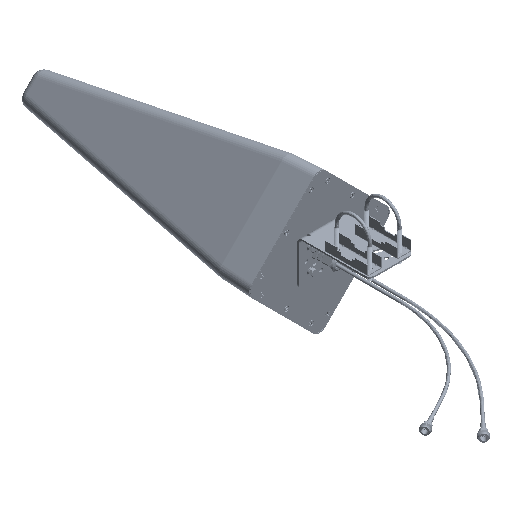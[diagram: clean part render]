
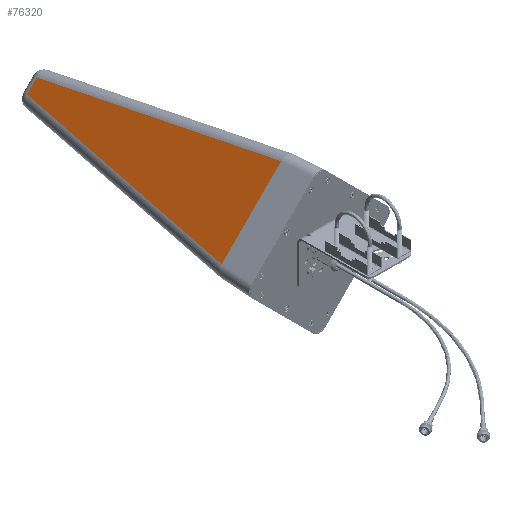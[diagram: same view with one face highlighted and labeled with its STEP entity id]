
A CAD part, isometric view. The second image highlights one B-rep face of the part: STEP entity #76320.
In plain terms, the highlighted face is planar.
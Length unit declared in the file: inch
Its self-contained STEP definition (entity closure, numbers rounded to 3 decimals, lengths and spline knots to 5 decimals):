
#1061 = CARTESIAN_POINT ( 'NONE',  ( 3.44079, 2.19381, -2.85625 ) ) ;
#1515 = CARTESIAN_POINT ( 'NONE',  ( 1.05703, 18.78477, -0.47249 ) ) ;
#2888 = LINE ( 'NONE', #48487, #75247 ) ;
#6089 = EDGE_CURVE ( 'NONE', #61493, #16131, #16676, .T. ) ;
#10003 = ORIENTED_EDGE ( 'NONE', *, *, #64304, .T. ) ;
#11490 = VECTOR ( 'NONE', #81993, 39.37008 ) ;
#16131 = VERTEX_POINT ( 'NONE', #1061 ) ;
#16676 = LINE ( 'NONE', #32773, #34952 ) ;
#22721 = EDGE_CURVE ( 'NONE', #67303, #16131, #2888, .T. ) ;
#24161 = DIRECTION ( 'NONE',  ( 0., 0., -1. ) ) ;
#24405 = PLANE ( 'NONE',  #67962 ) ;
#24763 = CARTESIAN_POINT ( 'NONE',  ( 1.05703, 18.78477, 0.47249 ) ) ;
#32773 = CARTESIAN_POINT ( 'NONE',  ( -2.64106, 44.52351, 3.22561 ) ) ;
#33373 = EDGE_CURVE ( 'NONE', #71429, #67303, #49195, .T. ) ;
#34886 = ORIENTED_EDGE ( 'NONE', *, *, #33373, .T. ) ;
#34952 = VECTOR ( 'NONE', #44749, 39.37008 ) ;
#44749 = DIRECTION ( 'NONE',  ( 0.141, -0.98, -0.141 ) ) ;
#47929 = CARTESIAN_POINT ( 'NONE',  ( 1.05703, 18.78477, 0.47249 ) ) ;
#48487 = CARTESIAN_POINT ( 'NONE',  ( 3.44079, 2.19381, 0. ) ) ;
#49195 = LINE ( 'NONE', #24763, #56469 ) ;
#50401 = DIRECTION ( 'NONE',  ( 0.99, 0.142, 0. ) ) ;
#50426 = LINE ( 'NONE', #68419, #11490 ) ;
#54635 = ORIENTED_EDGE ( 'NONE', *, *, #22721, .T. ) ;
#56469 = VECTOR ( 'NONE', #70406, 39.37008 ) ;
#57288 = ORIENTED_EDGE ( 'NONE', *, *, #6089, .F. ) ;
#60925 = CARTESIAN_POINT ( 'NONE',  ( 3.44079, 2.19381, 2.85625 ) ) ;
#61493 = VERTEX_POINT ( 'NONE', #1515 ) ;
#64304 = EDGE_CURVE ( 'NONE', #61493, #71429, #50426, .T. ) ;
#67303 = VERTEX_POINT ( 'NONE', #60925 ) ;
#67962 = AXIS2_PLACEMENT_3D ( 'NONE', #70460, #50401, #70883 ) ;
#68419 = CARTESIAN_POINT ( 'NONE',  ( 1.05703, 18.78477, 0. ) ) ;
#70406 = DIRECTION ( 'NONE',  ( 0.141, -0.98, 0.141 ) ) ;
#70460 = CARTESIAN_POINT ( 'NONE',  ( 2.21457, 10.72835, 0. ) ) ;
#70883 = DIRECTION ( 'NONE',  ( -0.142, 0.99, 0. ) ) ;
#71429 = VERTEX_POINT ( 'NONE', #47929 ) ;
#74802 = EDGE_LOOP ( 'NONE', ( #34886, #54635, #57288, #10003 ) ) ;
#75247 = VECTOR ( 'NONE', #24161, 39.37008 ) ;
#76320 = ADVANCED_FACE ( 'NONE', ( #82797 ), #24405, .T. ) ;
#81993 = DIRECTION ( 'NONE',  ( 0., 0., 1. ) ) ;
#82797 = FACE_OUTER_BOUND ( 'NONE', #74802, .T. ) ;
